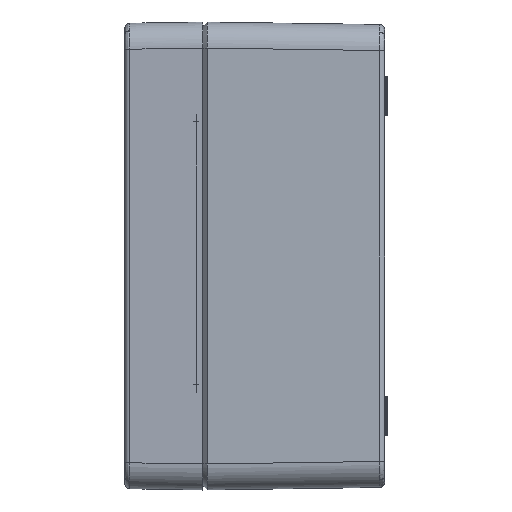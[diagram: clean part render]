
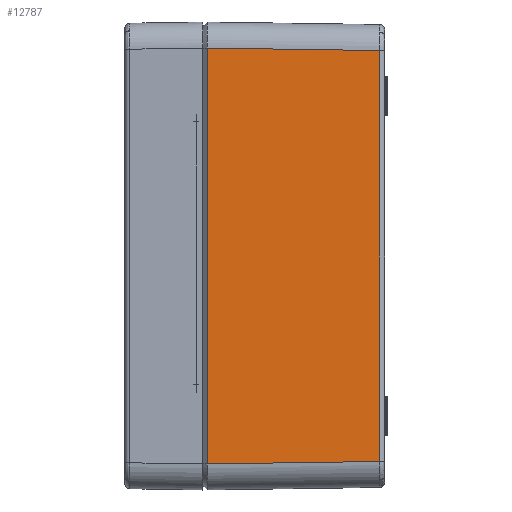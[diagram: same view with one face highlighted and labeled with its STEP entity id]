
A CAD part, left-side view. The second image highlights one B-rep face of the part: STEP entity #12787.
In plain terms, the highlighted planar face has unit normal (-1, -0.014, 0).
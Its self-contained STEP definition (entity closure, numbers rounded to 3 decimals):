
#953=LINE('',#37429,#1694);
#954=LINE('',#37430,#1695);
#955=LINE('',#37432,#1696);
#956=LINE('',#37433,#1697);
#1694=VECTOR('',#16752,1000.);
#1695=VECTOR('',#16753,1000.);
#1696=VECTOR('',#16754,1000.);
#1697=VECTOR('',#16755,1000.);
#2074=PLANE('',#14044);
#3549=FACE_OUTER_BOUND('',#4598,.T.);
#4598=EDGE_LOOP('',(#10853,#10854,#10855,#10856));
#6329=VERTEX_POINT('',#36568);
#6435=VERTEX_POINT('',#37427);
#6436=VERTEX_POINT('',#37428);
#6437=VERTEX_POINT('',#37431);
#7968=EDGE_CURVE('',#6435,#6436,#953,.T.);
#7969=EDGE_CURVE('',#6436,#6329,#954,.T.);
#7970=EDGE_CURVE('',#6329,#6437,#955,.T.);
#7971=EDGE_CURVE('',#6437,#6435,#956,.T.);
#10853=ORIENTED_EDGE('',*,*,#7968,.T.);
#10854=ORIENTED_EDGE('',*,*,#7969,.T.);
#10855=ORIENTED_EDGE('',*,*,#7970,.T.);
#10856=ORIENTED_EDGE('',*,*,#7971,.T.);
#12787=ADVANCED_FACE('',(#3549),#2074,.T.);
#14044=AXIS2_PLACEMENT_3D('',#37426,#16750,#16751);
#16750=DIRECTION('center_axis',(-1.,-0.014,
0.));
#16751=DIRECTION('ref_axis',(0.014,-1.,0.));
#16752=DIRECTION('',(0.014,-1.,0.014));
#16753=DIRECTION('',(0.,0.,1.));
#16754=DIRECTION('',(-0.014,1.,0.014));
#16755=DIRECTION('',(0.,0.,-1.));
#36568=CARTESIAN_POINT('',(-139.029,-68.029,79.03));
#37426=CARTESIAN_POINT('Origin',(-140.,0.,-90.));
#37427=CARTESIAN_POINT('',(-139.974,-1.789,-79.975));
#37428=CARTESIAN_POINT('',(-139.029,-68.029,-79.03));
#37429=CARTESIAN_POINT('',(-140.002,0.143,-80.003));
#37430=CARTESIAN_POINT('',(-139.029,-68.029,79.002));
#37431=CARTESIAN_POINT('',(-139.974,-1.789,79.975));
#37432=CARTESIAN_POINT('',(-139.965,-2.426,79.966));
#37433=CARTESIAN_POINT('',(-139.974,-1.789,-90.));
